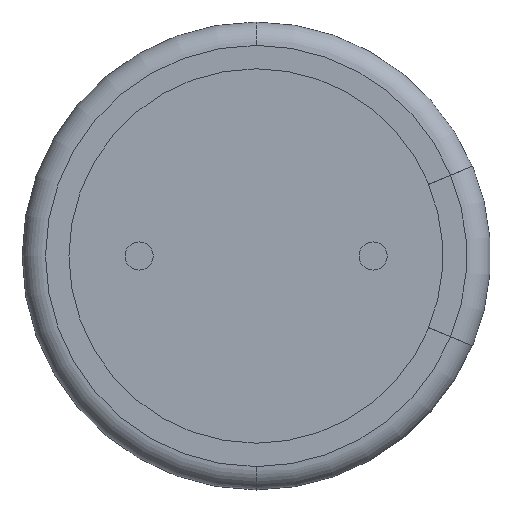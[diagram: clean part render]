
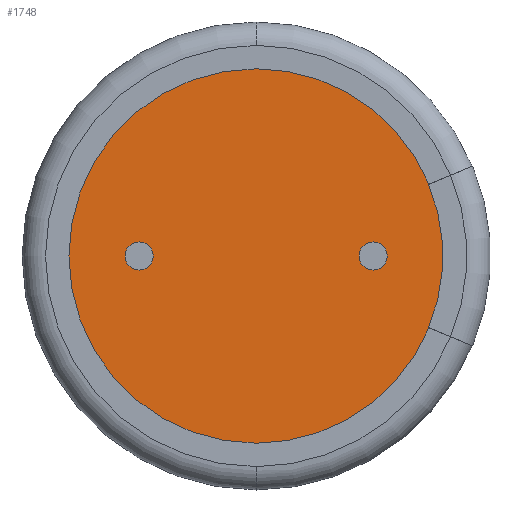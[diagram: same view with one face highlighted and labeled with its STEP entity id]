
A CAD part, front view. The second image highlights one B-rep face of the part: STEP entity #1748.
In plain terms, the highlighted planar face has unit normal (0, -1, 0).
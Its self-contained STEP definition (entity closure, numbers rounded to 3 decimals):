
#26 = CARTESIAN_POINT ( 'NONE',  ( 0., 0.3, -4. ) ) ;
#28 = CARTESIAN_POINT ( 'NONE',  ( 0., 0.3, 4. ) ) ;
#415 = CARTESIAN_POINT ( 'NONE',  ( 3.686, 0.3, 1.531 ) ) ;
#507 = CARTESIAN_POINT ( 'NONE',  ( 3.694, 0.3, 1.534 ) ) ;
#810 = AXIS2_PLACEMENT_3D ( 'NONE', #922, #921, #920 ) ;
#811 = FACE_OUTER_BOUND ( 'NONE', #1215, .T. ) ;
#851 = PLANE ( 'NONE',  #810 ) ;
#856 = FACE_BOUND ( 'NONE', #1753, .T. ) ;
#862 = FACE_BOUND ( 'NONE', #1240, .T. ) ;
#920 = DIRECTION ( 'NONE',  ( 0., 0., -1. ) ) ;
#921 = DIRECTION ( 'NONE',  ( 0., -1., 0. ) ) ;
#922 = CARTESIAN_POINT ( 'NONE',  ( 0., 0.3, 0. ) ) ;
#926 = CARTESIAN_POINT ( 'NONE',  ( 3.686, 0.3, -1.531 ) ) ;
#1076 = DIRECTION ( 'NONE',  ( 0., 0., -1. ) ) ;
#1077 = DIRECTION ( 'NONE',  ( 0., -1., 0. ) ) ;
#1078 = CARTESIAN_POINT ( 'NONE',  ( 0., 0.3, 0. ) ) ;
#1079 = AXIS2_PLACEMENT_3D ( 'NONE', #1078, #1077, #1076 ) ;
#1080 = CIRCLE ( 'NONE', #1079, 4. ) ;
#1081 = DIRECTION ( 'NONE',  ( 0., 0., -1. ) ) ;
#1084 = AXIS2_PLACEMENT_3D ( 'NONE', #1134, #1086, #1081 ) ;
#1086 = DIRECTION ( 'NONE',  ( 0., -1., 0. ) ) ;
#1134 = CARTESIAN_POINT ( 'NONE',  ( 0., 0.3, 0. ) ) ;
#1140 = CIRCLE ( 'NONE', #1084, 4. ) ;
#1215 = EDGE_LOOP ( 'NONE', ( #1756, #1752, #1749, #1255, #1750, #1660 ) ) ;
#1220 = EDGE_CURVE ( 'NONE', #1661, #1468, #1865, .T. ) ;
#1221 = ORIENTED_EDGE ( 'NONE', *, *, #1290, .F. ) ;
#1225 = VERTEX_POINT ( 'NONE', #1853 ) ;
#1231 = EDGE_CURVE ( 'NONE', #1661, #1662, #1916, .T. ) ;
#1236 = ORIENTED_EDGE ( 'NONE', *, *, #1319, .F. ) ;
#1240 = EDGE_LOOP ( 'NONE', ( #1247, #1236 ) ) ;
#1241 = EDGE_CURVE ( 'NONE', #1288, #1360, #2016, .T. ) ;
#1247 = ORIENTED_EDGE ( 'NONE', *, *, #1259, .F. ) ;
#1248 = EDGE_CURVE ( 'NONE', #1751, #1662, #2093, .T. ) ;
#1255 = ORIENTED_EDGE ( 'NONE', *, *, #1464, .T. ) ;
#1256 = ORIENTED_EDGE ( 'NONE', *, *, #1241, .F. ) ;
#1257 = EDGE_CURVE ( 'NONE', #1225, #1751, #2095, .T. ) ;
#1259 = EDGE_CURVE ( 'NONE', #1318, #1317, #2165, .T. ) ;
#1288 = VERTEX_POINT ( 'NONE', #2157 ) ;
#1290 = EDGE_CURVE ( 'NONE', #1360, #1288, #2207, .T. ) ;
#1317 = VERTEX_POINT ( 'NONE', #2252 ) ;
#1318 = VERTEX_POINT ( 'NONE', #2249 ) ;
#1319 = EDGE_CURVE ( 'NONE', #1317, #1318, #2216, .T. ) ;
#1360 = VERTEX_POINT ( 'NONE', #2324 ) ;
#1462 = EDGE_CURVE ( 'NONE', #1468, #1469, #1140, .T. ) ;
#1464 = EDGE_CURVE ( 'NONE', #1469, #1225, #1080, .T. ) ;
#1468 = VERTEX_POINT ( 'NONE', #28 ) ;
#1469 = VERTEX_POINT ( 'NONE', #26 ) ;
#1660 = ORIENTED_EDGE ( 'NONE', *, *, #1248, .T. ) ;
#1661 = VERTEX_POINT ( 'NONE', #507 ) ;
#1662 = VERTEX_POINT ( 'NONE', #415 ) ;
#1748 = ADVANCED_FACE ( 'NONE', ( #811, #862, #856 ), #851, .T. ) ;
#1749 = ORIENTED_EDGE ( 'NONE', *, *, #1462, .T. ) ;
#1750 = ORIENTED_EDGE ( 'NONE', *, *, #1257, .T. ) ;
#1751 = VERTEX_POINT ( 'NONE', #926 ) ;
#1752 = ORIENTED_EDGE ( 'NONE', *, *, #1220, .T. ) ;
#1753 = EDGE_LOOP ( 'NONE', ( #1256, #1221 ) ) ;
#1756 = ORIENTED_EDGE ( 'NONE', *, *, #1231, .F. ) ;
#1847 = DIRECTION ( 'NONE',  ( -0.924, 0., -0.383 ) ) ;
#1848 = CARTESIAN_POINT ( 'NONE',  ( -0.001, 0.3, 0.004 ) ) ;
#1853 = CARTESIAN_POINT ( 'NONE',  ( 3.694, 0.3, -1.534 ) ) ;
#1855 = DIRECTION ( 'NONE',  ( 0., 0., -1. ) ) ;
#1856 = DIRECTION ( 'NONE',  ( 0., -1., 0. ) ) ;
#1857 = CARTESIAN_POINT ( 'NONE',  ( 0., 0.3, 0. ) ) ;
#1858 = AXIS2_PLACEMENT_3D ( 'NONE', #1857, #1856, #1855 ) ;
#1865 = CIRCLE ( 'NONE', #1858, 4. ) ;
#1907 = VECTOR ( 'NONE', #1847, 1000. ) ;
#1916 = LINE ( 'NONE', #1848, #1907 ) ;
#2016 = CIRCLE ( 'NONE', #2108, 0.3 ) ;
#2090 = DIRECTION ( 'NONE',  ( -0.924, 0., 0.383 ) ) ;
#2091 = VECTOR ( 'NONE', #2090, 1000. ) ;
#2093 = CIRCLE ( 'NONE', #2102, 4. ) ;
#2094 = CARTESIAN_POINT ( 'NONE',  ( -0.001, 0.3, -0.004 ) ) ;
#2095 = LINE ( 'NONE', #2094, #2091 ) ;
#2099 = DIRECTION ( 'NONE',  ( 0., 0., -1. ) ) ;
#2100 = DIRECTION ( 'NONE',  ( 0., -1., 0. ) ) ;
#2101 = CARTESIAN_POINT ( 'NONE',  ( -0.01, 0.3, 0. ) ) ;
#2102 = AXIS2_PLACEMENT_3D ( 'NONE', #2101, #2100, #2099 ) ;
#2103 = DIRECTION ( 'NONE',  ( 0., 0., 1. ) ) ;
#2104 = DIRECTION ( 'NONE',  ( 0., -1., 0. ) ) ;
#2108 = AXIS2_PLACEMENT_3D ( 'NONE', #2163, #2104, #2103 ) ;
#2111 = CARTESIAN_POINT ( 'NONE',  ( -2.5, 0.3, 0. ) ) ;
#2157 = CARTESIAN_POINT ( 'NONE',  ( 2.5, 0.3, 0.3 ) ) ;
#2163 = CARTESIAN_POINT ( 'NONE',  ( 2.5, 0.3, 0. ) ) ;
#2165 = CIRCLE ( 'NONE', #2173, 0.3 ) ;
#2169 = DIRECTION ( 'NONE',  ( 0., 0., -1. ) ) ;
#2170 = DIRECTION ( 'NONE',  ( 0., -1., 0. ) ) ;
#2173 = AXIS2_PLACEMENT_3D ( 'NONE', #2111, #2170, #2169 ) ;
#2202 = DIRECTION ( 'NONE',  ( 0., 0., 1. ) ) ;
#2203 = DIRECTION ( 'NONE',  ( 0., -1., 0. ) ) ;
#2204 = CARTESIAN_POINT ( 'NONE',  ( 2.5, 0.3, 0. ) ) ;
#2205 = AXIS2_PLACEMENT_3D ( 'NONE', #2204, #2203, #2202 ) ;
#2207 = CIRCLE ( 'NONE', #2205, 0.3 ) ;
#2216 = CIRCLE ( 'NONE', #2244, 0.3 ) ;
#2241 = DIRECTION ( 'NONE',  ( 0., 0., -1. ) ) ;
#2242 = DIRECTION ( 'NONE',  ( 0., -1., 0. ) ) ;
#2243 = CARTESIAN_POINT ( 'NONE',  ( -2.5, 0.3, 0. ) ) ;
#2244 = AXIS2_PLACEMENT_3D ( 'NONE', #2243, #2242, #2241 ) ;
#2249 = CARTESIAN_POINT ( 'NONE',  ( -2.5, 0.3, 0.3 ) ) ;
#2252 = CARTESIAN_POINT ( 'NONE',  ( -2.5, 0.3, -0.3 ) ) ;
#2324 = CARTESIAN_POINT ( 'NONE',  ( 2.5, 0.3, -0.3 ) ) ;
